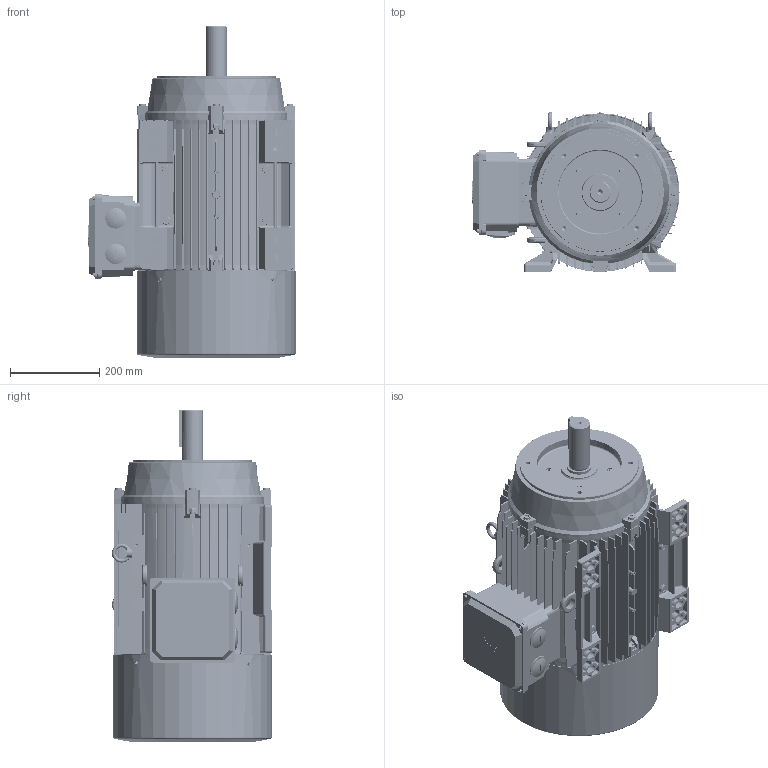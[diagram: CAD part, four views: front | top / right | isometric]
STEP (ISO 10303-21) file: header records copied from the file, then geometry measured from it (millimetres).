
FILE_DESCRIPTION (( 'STEP AP203' ), '1' );
FILE_NAME ('NEMA280T軞蚾芞(湍kit-C楊擘).STEP', '2019-07-16T01:42:22', ( 'PC' ), ( 'Microsoft' ), 'SwSTEP 2.0', 'SolidWorks 2016', '' );
FILE_SCHEMA (( 'CONFIG_CONTROL_DESIGN' ));
Length unit declared in the file: millimetre
Products named in the file (36): NEMA280T軞蚾芞(湍kit-C楊擘); MS180瑞欶; 坶粣創揤啣M6X40; 諉華喘倛菜え朴6; 菁褐粟銅菜え朴12; 瑞欶蹟隊M6X8; 坶ヶ綴裔M10X55; 諉華蹟隊M6X8; NEMA280T蛌粣; 180-200霧齪; ヶ綴裔喘菜朴10; 坶諉盄碟釱M6X12; 6211粣創; 霧齪M4X5; 坶ヶ裔M10X40; 諉盄碟裔蹟隊M6X16; 6311粣創; す瑩B12.7X12.7X82.5(NEMA280T); ヶ綴裔蹟譫M10; MS180綴裔; NEMA280-320諉盄碟釱; 出线螺塞1.5-11.5NPT; V55-8˦ˮȦ; 波形垫圈D100(6211); MS180-200諉盄碟裔躇猾菜; MS180-200儂褲; 防水圈55X80X2.5; MS180瑞珔; NEMA280-C楊擘傷裔; MS180-200諉盄碟裔; MS180菁褐蜊; 裂遠M12; 瑞珔縐嘀; T-311-C粣創揤啣; MS180-200諉盄碟釱躇猾菜; 坶菁褐M12X35
Assembly tree (77 placements, depth 2):
  NEMA280T軞蚾芞(湍kit-C楊擘)
    MS180-200儂褲
    MS180菁褐蜊  x2
    坶菁褐M12X35  x4
    菁褐粟銅菜え朴12  x4
    NEMA280T蛌粣
    6211粣創
    6311粣創
    NEMA280-320諉盄碟釱
    MS180-200諉盄碟裔躇猾菜
    MS180-200諉盄碟裔
    MS180-200諉盄碟釱躇猾菜
    諉華喘倛菜え朴6
    諉華蹟隊M6X8
    坶諉盄碟釱M6X12  x4
    諉盄碟裔蹟隊M6X16  x4
    MS180綴裔
    波形垫圈D100(6211)
    NEMA280-C楊擘傷裔
    T-311-C粣創揤啣
    坶粣創揤啣M6X40  x4
    坶ヶ綴裔M10X55  x7
    ヶ綴裔喘菜朴10  x8
    坶ヶ裔M10X40
    ヶ綴裔蹟譫M10  x7
    V55-8˦ˮȦ  x2
    MS180瑞珔
    瑞珔縐嘀
    MS180瑞欶
    瑞欶蹟隊M6X8  x4
    180-200霧齪
    霧齪M4X5  x2
    す瑩B12.7X12.7X82.5(NEMA280T)
    出线螺塞1.5-11.5NPT  x2
    防水圈55X80X2.5
    裂遠M12  x2
Bounding box: 463.1 x 357.8 x 742.38 mm (x, y, z)
Volume: 10119026.2 mm3; surface area: 3703031.9 mm2
Topology: 77 solids, 81 shells, 8119 faces, 22480 edges, 14649 vertices
Faces by surface type: plane 3879, cylinder 3270, cone 416, bspline 266, torus 260, sphere 28
Entity records: 255849 total; most frequent: CARTESIAN_POINT 64614, ORIENTED_EDGE 39978, DIRECTION 38016, EDGE_CURVE 19989, AXIS2_PLACEMENT_3D 13128, VERTEX_POINT 13092, VECTOR 11760, LINE 11760
